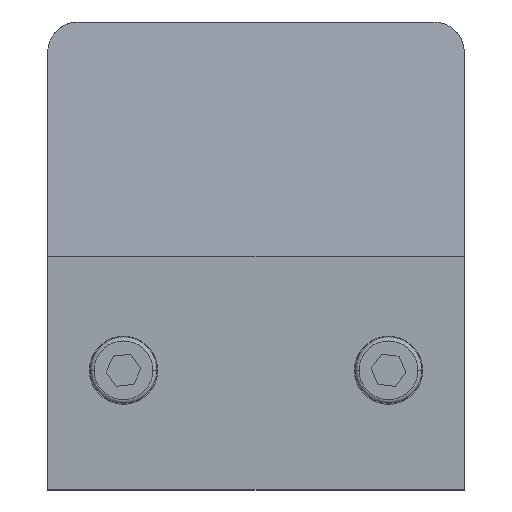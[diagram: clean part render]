
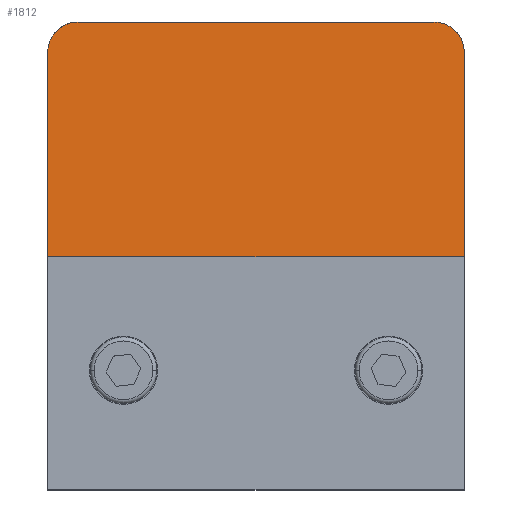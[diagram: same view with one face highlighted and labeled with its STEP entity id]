
A CAD part, top view. The second image highlights one B-rep face of the part: STEP entity #1812.
In plain terms, the highlighted planar face has unit normal (0, 0.064, 0.998).
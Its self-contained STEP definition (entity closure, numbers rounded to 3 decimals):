
#61 = EDGE_LOOP ( 'NONE', ( #3104, #2301, #2861, #175, #2818, #1798 ) ) ;
#175 = ORIENTED_EDGE ( 'NONE', *, *, #1235, .F. ) ;
#184 = CARTESIAN_POINT ( 'NONE',  ( -27.5, 33.5, 21.758 ) ) ;
#208 = LINE ( 'NONE', #1995, #1306 ) ;
#213 = CARTESIAN_POINT ( 'NONE',  ( 27.5, 35.843, 21.607 ) ) ;
#435 = CARTESIAN_POINT ( 'NONE',  ( 27.5, 33.5, 21.758 ) ) ;
#534 = DIRECTION ( 'NONE',  ( 0., -0.064, -0.998 ) ) ;
#540 = DIRECTION ( 'NONE',  ( 0., -0.998, 0.064 ) ) ;
#549 = VECTOR ( 'NONE', #2303, 1000. ) ;
#550 = CARTESIAN_POINT ( 'NONE',  ( 27.5, 37.5, 21.5 ) ) ;
#712 = CARTESIAN_POINT ( 'NONE',  ( -27.5, 6.5, 23.5 ) ) ;
#744 = LINE ( 'NONE', #1265, #549 ) ;
#755 = EDGE_CURVE ( 'NONE', #2509, #1463, #982, .T. ) ;
#793 = DIRECTION ( 'NONE',  ( 0., 0.998, -0.064 ) ) ;
#944 = FACE_OUTER_BOUND ( 'NONE', #61, .T. ) ;
#949 = VERTEX_POINT ( 'NONE', #2413 ) ;
#982 = LINE ( 'NONE', #2029, #1523 ) ;
#1007 = CARTESIAN_POINT ( 'NONE',  ( -27.5, 35.843, 21.607 ) ) ;
#1030 = EDGE_CURVE ( 'NONE', #1594, #2509, #2917, .T. ) ;
#1104 = LINE ( 'NONE', #1388, #3216 ) ;
#1235 = EDGE_CURVE ( 'NONE', #2192, #1463, #1104, .T. ) ;
#1265 = CARTESIAN_POINT ( 'NONE',  ( 27.5, 37.5, 21.5 ) ) ;
#1306 = VECTOR ( 'NONE', #2515, 1000. ) ;
#1311 = CARTESIAN_POINT ( 'NONE',  ( -27.5, 33.5, 21.758 ) ) ;
#1388 = CARTESIAN_POINT ( 'NONE',  ( 27.5, 6.5, 23.5 ) ) ;
#1390 = EDGE_CURVE ( 'NONE', #3129, #2192, #208, .T. ) ;
#1463 = VERTEX_POINT ( 'NONE', #712 ) ;
#1480 = CARTESIAN_POINT ( 'NONE',  ( 23.5, 37.5, 21.5 ) ) ;
#1523 = VECTOR ( 'NONE', #540, 1000. ) ;
#1594 = VERTEX_POINT ( 'NONE', #3213 ) ;
#1776 = CARTESIAN_POINT ( 'NONE',  ( -25.843, 37.5, 21.5 ) ) ;
#1798 = ORIENTED_EDGE ( 'NONE', *, *, #2912, .T. ) ;
#1812 = ADVANCED_FACE ( 'NONE', ( #944 ), #3108, .F. ) ;
#1877 = EDGE_CURVE ( 'NONE', #949, #1594, #744, .T. ) ;
#1890 =( BOUNDED_CURVE ( )  B_SPLINE_CURVE ( 3, ( #435, #213, #2754, #1480 ),
 .UNSPECIFIED., .F., .T. ) 
 B_SPLINE_CURVE_WITH_KNOTS ( ( 4, 4 ),
 ( 4.712, 6.283 ),
 .UNSPECIFIED. ) 
 CURVE ( )  GEOMETRIC_REPRESENTATION_ITEM ( )  RATIONAL_B_SPLINE_CURVE ( ( 1., 0.805, 0.805, 1. ) ) 
 REPRESENTATION_ITEM ( '' )  );
#1989 = CARTESIAN_POINT ( 'NONE',  ( 27.5, 6.5, 23.5 ) ) ;
#1995 = CARTESIAN_POINT ( 'NONE',  ( 27.5, 37.5, 21.5 ) ) ;
#2029 = CARTESIAN_POINT ( 'NONE',  ( -27.5, 37.5, 21.5 ) ) ;
#2192 = VERTEX_POINT ( 'NONE', #1989 ) ;
#2289 = AXIS2_PLACEMENT_3D ( 'NONE', #550, #534, #793 ) ;
#2301 = ORIENTED_EDGE ( 'NONE', *, *, #1030, .T. ) ;
#2303 = DIRECTION ( 'NONE',  ( -1., 0., 0. ) ) ;
#2413 = CARTESIAN_POINT ( 'NONE',  ( 23.5, 37.5, 21.5 ) ) ;
#2509 = VERTEX_POINT ( 'NONE', #1311 ) ;
#2515 = DIRECTION ( 'NONE',  ( 0., -0.998, 0.064 ) ) ;
#2726 = CARTESIAN_POINT ( 'NONE',  ( 27.5, 33.5, 21.758 ) ) ;
#2754 = CARTESIAN_POINT ( 'NONE',  ( 25.843, 37.5, 21.5 ) ) ;
#2818 = ORIENTED_EDGE ( 'NONE', *, *, #1390, .F. ) ;
#2861 = ORIENTED_EDGE ( 'NONE', *, *, #755, .T. ) ;
#2912 = EDGE_CURVE ( 'NONE', #3129, #949, #1890, .T. ) ;
#2917 =( BOUNDED_CURVE ( )  B_SPLINE_CURVE ( 3, ( #3287, #1776, #1007, #184 ),
 .UNSPECIFIED., .F., .F. ) 
 B_SPLINE_CURVE_WITH_KNOTS ( ( 4, 4 ),
 ( 3.142, 4.712 ),
 .UNSPECIFIED. ) 
 CURVE ( )  GEOMETRIC_REPRESENTATION_ITEM ( )  RATIONAL_B_SPLINE_CURVE ( ( 1., 0.805, 0.805, 1. ) ) 
 REPRESENTATION_ITEM ( '' )  );
#3104 = ORIENTED_EDGE ( 'NONE', *, *, #1877, .T. ) ;
#3108 = PLANE ( 'NONE',  #2289 ) ;
#3129 = VERTEX_POINT ( 'NONE', #2726 ) ;
#3190 = DIRECTION ( 'NONE',  ( -1., 0., 0. ) ) ;
#3213 = CARTESIAN_POINT ( 'NONE',  ( -23.5, 37.5, 21.5 ) ) ;
#3216 = VECTOR ( 'NONE', #3190, 1000. ) ;
#3287 = CARTESIAN_POINT ( 'NONE',  ( -23.5, 37.5, 21.5 ) ) ;
